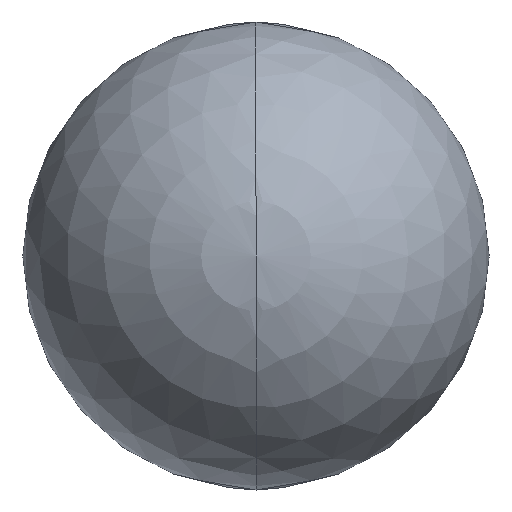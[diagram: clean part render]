
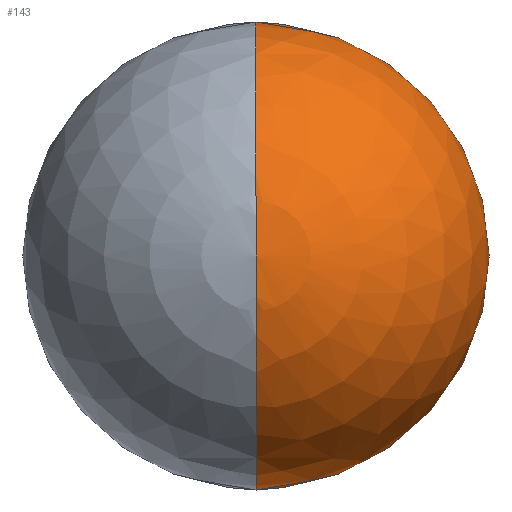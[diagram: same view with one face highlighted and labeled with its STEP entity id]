
A CAD part, left-side view. The second image highlights one B-rep face of the part: STEP entity #143.
In plain terms, the highlighted spherical face has radius 17.5 mm.
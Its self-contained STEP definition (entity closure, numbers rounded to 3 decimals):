
#111=EDGE_CURVE('',#139,#141,#248,.T.);
#125=VERTEX_POINT('',#262);
#139=VERTEX_POINT('',#277);
#141=VERTEX_POINT('',#279);
#143=ADVANCED_FACE('',(#281),#282,.T.);
#155=EDGE_CURVE('',#125,#139,#295,.T.);
#185=EDGE_CURVE('',#141,#125,#329,.T.);
#248=CIRCLE('',#391,17.5);
#262=CARTESIAN_POINT('',(-111.5,0.,-9.014));
#277=CARTESIAN_POINT('',(-144.0,0.,0.));
#279=CARTESIAN_POINT('',(-111.5,0.,9.014));
#281=FACE_OUTER_BOUND('',#431,.T.);
#282=SPHERICAL_SURFACE('',#432,17.5);
#295=CIRCLE('',#451,17.5);
#329=CIRCLE('',#495,9.014);
#391=AXIS2_PLACEMENT_3D('',#570,#571,#572);
#431=EDGE_LOOP('',(#598,#599,#600));
#432=AXIS2_PLACEMENT_3D('',#601,#602,#603);
#451=AXIS2_PLACEMENT_3D('',#617,#618,#619);
#495=AXIS2_PLACEMENT_3D('',#665,#666,#667);
#570=CARTESIAN_POINT('',(-126.5,0.,0.));
#571=DIRECTION('',(-0.0,1.0,0.));
#572=DIRECTION('',(0.0,0.,-1.0));
#598=ORIENTED_EDGE('',*,*,#111,.F.);
#599=ORIENTED_EDGE('',*,*,#155,.F.);
#600=ORIENTED_EDGE('',*,*,#185,.F.);
#601=CARTESIAN_POINT('',(-126.5,0.,0.));
#602=DIRECTION('',(1.0,0.0,0.0));
#603=DIRECTION('',(0.0,0.,1.0));
#617=CARTESIAN_POINT('',(-126.5,0.,0.));
#618=DIRECTION('',(-0.0,1.0,0.));
#619=DIRECTION('',(0.0,0.,-1.0));
#665=CARTESIAN_POINT('',(-111.5,0.,0.));
#666=DIRECTION('',(1.0,0.0,0.0));
#667=DIRECTION('',(0.0,0.,1.0));
